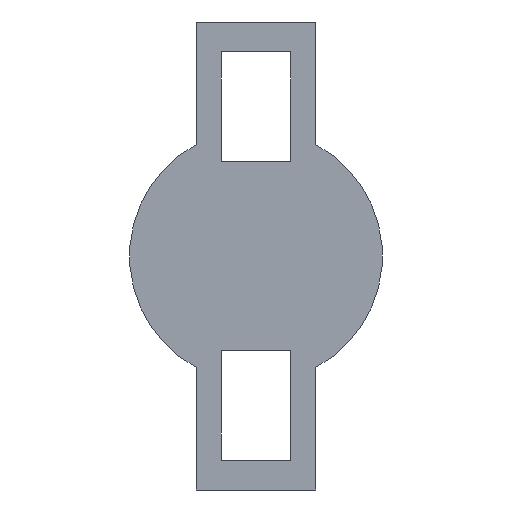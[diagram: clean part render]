
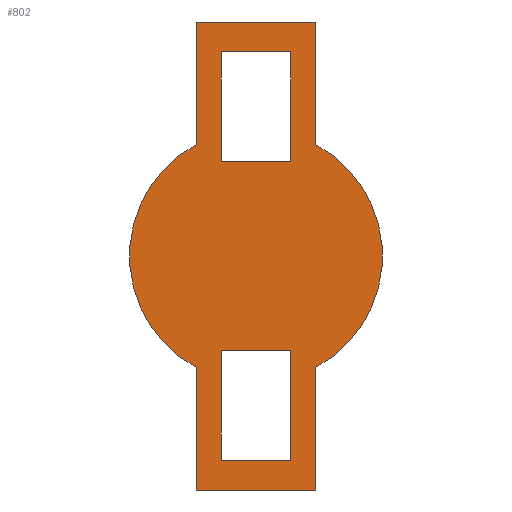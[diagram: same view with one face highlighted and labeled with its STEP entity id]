
A CAD part, front view. The second image highlights one B-rep face of the part: STEP entity #802.
In plain terms, the highlighted planar face has unit normal (0, -1, 0).
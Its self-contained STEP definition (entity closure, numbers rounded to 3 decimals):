
#33=FACE_BOUND('',#161,.T.);
#34=FACE_BOUND('',#162,.T.);
#64=PLANE('',#885);
#106=FACE_OUTER_BOUND('',#160,.T.);
#160=EDGE_LOOP('',(#733,#734,#735,#736,#737,#738,#739,#740));
#161=EDGE_LOOP('',(#741,#742,#743,#744));
#162=EDGE_LOOP('',(#745,#746,#747,#748));
#169=LINE('',#1130,#259);
#173=LINE('',#1137,#263);
#176=LINE('',#1143,#266);
#178=LINE('',#1146,#268);
#181=LINE('',#1154,#271);
#185=LINE('',#1161,#275);
#188=LINE('',#1167,#278);
#190=LINE('',#1170,#280);
#239=LINE('',#1289,#329);
#242=LINE('',#1294,#332);
#244=LINE('',#1298,#334);
#246=LINE('',#1303,#336);
#249=LINE('',#1308,#339);
#251=LINE('',#1312,#341);
#259=VECTOR('',#920,10.);
#263=VECTOR('',#926,10.);
#266=VECTOR('',#931,10.);
#268=VECTOR('',#935,10.);
#271=VECTOR('',#940,10.);
#275=VECTOR('',#946,10.);
#278=VECTOR('',#951,10.);
#280=VECTOR('',#955,10.);
#329=VECTOR('',#1064,10.);
#332=VECTOR('',#1069,10.);
#334=VECTOR('',#1073,10.);
#336=VECTOR('',#1077,10.);
#339=VECTOR('',#1082,10.);
#341=VECTOR('',#1086,10.);
#353=CIRCLE('',#882,12.7);
#354=CIRCLE('',#884,12.7);
#365=VERTEX_POINT('',#1127);
#366=VERTEX_POINT('',#1129);
#368=VERTEX_POINT('',#1135);
#370=VERTEX_POINT('',#1141);
#373=VERTEX_POINT('',#1151);
#374=VERTEX_POINT('',#1153);
#376=VERTEX_POINT('',#1159);
#378=VERTEX_POINT('',#1165);
#417=VERTEX_POINT('',#1287);
#418=VERTEX_POINT('',#1288);
#419=VERTEX_POINT('',#1293);
#420=VERTEX_POINT('',#1297);
#421=VERTEX_POINT('',#1301);
#422=VERTEX_POINT('',#1302);
#423=VERTEX_POINT('',#1307);
#424=VERTEX_POINT('',#1311);
#439=EDGE_CURVE('',#366,#365,#169,.T.);
#443=EDGE_CURVE('',#365,#368,#173,.T.);
#446=EDGE_CURVE('',#368,#370,#176,.T.);
#448=EDGE_CURVE('',#370,#366,#178,.T.);
#451=EDGE_CURVE('',#374,#373,#181,.T.);
#455=EDGE_CURVE('',#373,#376,#185,.T.);
#458=EDGE_CURVE('',#376,#378,#188,.T.);
#460=EDGE_CURVE('',#378,#374,#190,.T.);
#517=EDGE_CURVE('',#417,#418,#239,.T.);
#520=EDGE_CURVE('',#418,#419,#242,.T.);
#522=EDGE_CURVE('',#420,#417,#244,.T.);
#524=EDGE_CURVE('',#421,#422,#246,.T.);
#527=EDGE_CURVE('',#422,#423,#249,.T.);
#529=EDGE_CURVE('',#424,#421,#251,.T.);
#531=EDGE_CURVE('',#424,#419,#353,.T.);
#532=EDGE_CURVE('',#420,#423,#354,.T.);
#733=ORIENTED_EDGE('',*,*,#531,.F.);
#734=ORIENTED_EDGE('',*,*,#529,.T.);
#735=ORIENTED_EDGE('',*,*,#524,.T.);
#736=ORIENTED_EDGE('',*,*,#527,.T.);
#737=ORIENTED_EDGE('',*,*,#532,.F.);
#738=ORIENTED_EDGE('',*,*,#522,.T.);
#739=ORIENTED_EDGE('',*,*,#517,.T.);
#740=ORIENTED_EDGE('',*,*,#520,.T.);
#741=ORIENTED_EDGE('',*,*,#439,.T.);
#742=ORIENTED_EDGE('',*,*,#443,.T.);
#743=ORIENTED_EDGE('',*,*,#446,.T.);
#744=ORIENTED_EDGE('',*,*,#448,.T.);
#745=ORIENTED_EDGE('',*,*,#451,.T.);
#746=ORIENTED_EDGE('',*,*,#455,.T.);
#747=ORIENTED_EDGE('',*,*,#458,.T.);
#748=ORIENTED_EDGE('',*,*,#460,.T.);
#802=ADVANCED_FACE('',(#106,#33,#34),#64,.F.);
#882=AXIS2_PLACEMENT_3D('',#1315,#1090,#1091);
#884=AXIS2_PLACEMENT_3D('',#1317,#1094,#1095);
#885=AXIS2_PLACEMENT_3D('',#1318,#1096,#1097);
#920=DIRECTION('',(-1.,0.,0.));
#926=DIRECTION('',(0.,0.,1.));
#931=DIRECTION('',(1.,0.,0.));
#935=DIRECTION('',(0.,0.,-1.));
#940=DIRECTION('',(0.,0.,-1.));
#946=DIRECTION('',(-1.,0.,0.));
#951=DIRECTION('',(0.,0.,1.));
#955=DIRECTION('',(1.,0.,0.));
#1064=DIRECTION('',(-1.,0.,0.));
#1069=DIRECTION('',(0.,0.,-1.));
#1073=DIRECTION('',(0.,0.,1.));
#1077=DIRECTION('',(1.,0.,0.));
#1082=DIRECTION('',(0.,0.,1.));
#1086=DIRECTION('',(0.,0.,-1.));
#1090=DIRECTION('center_axis',(0.,1.,0.));
#1091=DIRECTION('ref_axis',(-1.,0.,0.));
#1094=DIRECTION('center_axis',(0.,1.,0.));
#1095=DIRECTION('ref_axis',(-1.,0.,0.));
#1096=DIRECTION('center_axis',(0.,1.,0.));
#1097=DIRECTION('ref_axis',(0.,0.,1.));
#1127=CARTESIAN_POINT('',(-3.5,0.,-20.5));
#1129=CARTESIAN_POINT('',(3.5,0.,-20.5));
#1130=CARTESIAN_POINT('',(-1.75,0.,-20.5));
#1135=CARTESIAN_POINT('',(-3.5,0.,-9.5));
#1137=CARTESIAN_POINT('',(-3.5,0.,-4.75));
#1141=CARTESIAN_POINT('',(3.5,0.,-9.5));
#1143=CARTESIAN_POINT('',(1.75,0.,-9.5));
#1146=CARTESIAN_POINT('',(3.5,0.,-10.25));
#1151=CARTESIAN_POINT('',(3.5,0.,9.5));
#1153=CARTESIAN_POINT('',(3.5,0.,20.5));
#1154=CARTESIAN_POINT('',(3.5,0.,4.75));
#1159=CARTESIAN_POINT('',(-3.5,0.,9.5));
#1161=CARTESIAN_POINT('',(-1.75,0.,9.5));
#1165=CARTESIAN_POINT('',(-3.5,0.,20.5));
#1167=CARTESIAN_POINT('',(-3.5,0.,10.25));
#1170=CARTESIAN_POINT('',(1.75,0.,20.5));
#1287=CARTESIAN_POINT('',(6.,0.,23.5));
#1288=CARTESIAN_POINT('',(-6.,0.,23.5));
#1289=CARTESIAN_POINT('',(6.,0.,23.5));
#1293=CARTESIAN_POINT('',(-6.,0.,11.193));
#1294=CARTESIAN_POINT('',(-6.,0.,23.5));
#1297=CARTESIAN_POINT('',(6.,0.,11.193));
#1298=CARTESIAN_POINT('',(6.,0.,-23.5));
#1301=CARTESIAN_POINT('',(-6.,0.,-23.5));
#1302=CARTESIAN_POINT('',(6.,0.,-23.5));
#1303=CARTESIAN_POINT('',(-6.,0.,-23.5));
#1307=CARTESIAN_POINT('',(6.,0.,-11.193));
#1308=CARTESIAN_POINT('',(6.,0.,-23.5));
#1311=CARTESIAN_POINT('',(-6.,0.,-11.193));
#1312=CARTESIAN_POINT('',(-6.,0.,23.5));
#1315=CARTESIAN_POINT('Origin',(0.,0.,0.));
#1317=CARTESIAN_POINT('Origin',(0.,0.,0.));
#1318=CARTESIAN_POINT('Origin',(0.,0.,0.));
